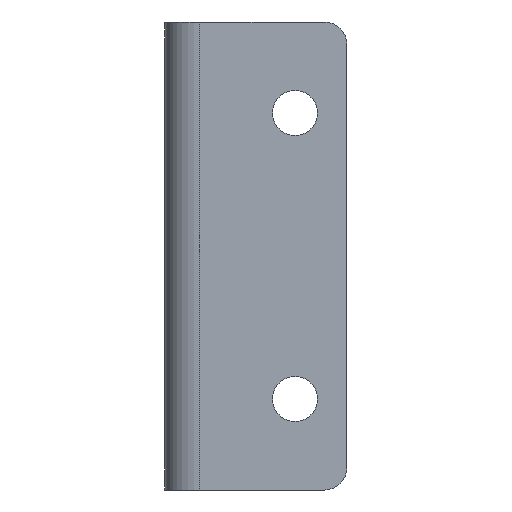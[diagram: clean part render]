
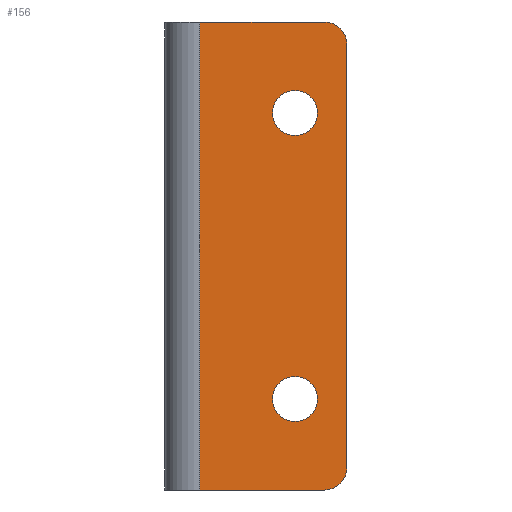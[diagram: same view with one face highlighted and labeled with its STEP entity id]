
A CAD part, front view. The second image highlights one B-rep face of the part: STEP entity #156.
In plain terms, the highlighted planar face has unit normal (0, -1, 0).
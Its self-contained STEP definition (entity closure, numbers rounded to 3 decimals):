
#17 = LINE ( 'NONE', #379, #51 ) ;
#20 = VECTOR ( 'NONE', #247, 1000. ) ;
#30 = LINE ( 'NONE', #393, #31 ) ;
#31 = VECTOR ( 'NONE', #439, 1000. ) ;
#35 = VECTOR ( 'NONE', #437, 1000. ) ;
#39 = LINE ( 'NONE', #432, #20 ) ;
#42 = CIRCLE ( 'NONE', #223, 13. ) ;
#47 = CIRCLE ( 'NONE', #226, 13. ) ;
#50 = CIRCLE ( 'NONE', #234, 13. ) ;
#51 = VECTOR ( 'NONE', #440, 1000. ) ;
#52 = LINE ( 'NONE', #431, #35 ) ;
#54 = CIRCLE ( 'NONE', #237, 13. ) ;
#89 = CARTESIAN_POINT ( 'NONE',  ( 20., 0., 270. ) ) ;
#96 = VERTEX_POINT ( 'NONE', #210 ) ;
#133 = PLANE ( 'NONE',  #748 ) ;
#134 = DIRECTION ( 'NONE',  ( 0., 1., 0. ) ) ;
#136 = CARTESIAN_POINT ( 'NONE',  ( 20., 0., 270. ) ) ;
#147 = VERTEX_POINT ( 'NONE', #189 ) ;
#151 = VERTEX_POINT ( 'NONE', #136 ) ;
#156 = ADVANCED_FACE ( 'NONE', ( #587, #596, #549 ), #133, .F. ) ;
#159 = VERTEX_POINT ( 'NONE', #347 ) ;
#164 = VERTEX_POINT ( 'NONE', #286 ) ;
#180 = VERTEX_POINT ( 'NONE', #338 ) ;
#189 = CARTESIAN_POINT ( 'NONE',  ( 92., 0., 0. ) ) ;
#191 = VERTEX_POINT ( 'NONE', #425 ) ;
#197 = VERTEX_POINT ( 'NONE', #391 ) ;
#202 = VERTEX_POINT ( 'NONE', #275 ) ;
#210 = CARTESIAN_POINT ( 'NONE',  ( 20., 0., 0. ) ) ;
#219 = VERTEX_POINT ( 'NONE', #284 ) ;
#223 = AXIS2_PLACEMENT_3D ( 'NONE', #316, #355, #360 ) ;
#226 = AXIS2_PLACEMENT_3D ( 'NONE', #340, #313, #312 ) ;
#234 = AXIS2_PLACEMENT_3D ( 'NONE', #323, #434, #452 ) ;
#237 = AXIS2_PLACEMENT_3D ( 'NONE', #445, #382, #455 ) ;
#247 = DIRECTION ( 'NONE',  ( 0., 0., -1. ) ) ;
#275 = CARTESIAN_POINT ( 'NONE',  ( 92., 0., 270. ) ) ;
#284 = CARTESIAN_POINT ( 'NONE',  ( 75., 0., 230.5 ) ) ;
#286 = CARTESIAN_POINT ( 'NONE',  ( 75., 0., 39.5 ) ) ;
#296 = DIRECTION ( 'NONE',  ( 0., 0., 1. ) ) ;
#312 = DIRECTION ( 'NONE',  ( 0., 0., 1. ) ) ;
#313 = DIRECTION ( 'NONE',  ( 0., -1., 0. ) ) ;
#316 = CARTESIAN_POINT ( 'NONE',  ( 75., 0., 217.5 ) ) ;
#322 = DIRECTION ( 'NONE',  ( 0., 1., 0. ) ) ;
#323 = CARTESIAN_POINT ( 'NONE',  ( 75., 0., 52.5 ) ) ;
#332 = CARTESIAN_POINT ( 'NONE',  ( 75., 0., 217.5 ) ) ;
#338 = CARTESIAN_POINT ( 'NONE',  ( 105., 0., 13. ) ) ;
#340 = CARTESIAN_POINT ( 'NONE',  ( 92., 0., 13. ) ) ;
#347 = CARTESIAN_POINT ( 'NONE',  ( 75., 0., 65.5 ) ) ;
#348 = DIRECTION ( 'NONE',  ( 0., 0., 1. ) ) ;
#355 = DIRECTION ( 'NONE',  ( 0., 1., 0. ) ) ;
#360 = DIRECTION ( 'NONE',  ( 0., 0., 1. ) ) ;
#379 = CARTESIAN_POINT ( 'NONE',  ( 105., 0., 270. ) ) ;
#382 = DIRECTION ( 'NONE',  ( 0., -1., 0. ) ) ;
#391 = CARTESIAN_POINT ( 'NONE',  ( 75., 0., 204.5 ) ) ;
#393 = CARTESIAN_POINT ( 'NONE',  ( 20., 0., 0. ) ) ;
#408 = DIRECTION ( 'NONE',  ( 0., 0., 1. ) ) ;
#410 = DIRECTION ( 'NONE',  ( 0., 1., 0. ) ) ;
#425 = CARTESIAN_POINT ( 'NONE',  ( 105., 0., 257. ) ) ;
#430 = CARTESIAN_POINT ( 'NONE',  ( 75., 0., 52.5 ) ) ;
#431 = CARTESIAN_POINT ( 'NONE',  ( 20., 0., 270. ) ) ;
#432 = CARTESIAN_POINT ( 'NONE',  ( 20., 0., 270. ) ) ;
#434 = DIRECTION ( 'NONE',  ( 0., 1., 0. ) ) ;
#437 = DIRECTION ( 'NONE',  ( 1., 0., 0. ) ) ;
#439 = DIRECTION ( 'NONE',  ( 1., 0., 0. ) ) ;
#440 = DIRECTION ( 'NONE',  ( 0., 0., -1. ) ) ;
#445 = CARTESIAN_POINT ( 'NONE',  ( 92., 0., 257. ) ) ;
#452 = DIRECTION ( 'NONE',  ( 0., 0., 1. ) ) ;
#455 = DIRECTION ( 'NONE',  ( 0., 0., 1. ) ) ;
#467 = EDGE_LOOP ( 'NONE', ( #557, #579, #573, #624, #545, #562 ) ) ;
#479 = EDGE_LOOP ( 'NONE', ( #597, #608 ) ) ;
#521 = CIRCLE ( 'NONE', #707, 13. ) ;
#524 = CIRCLE ( 'NONE', #740, 13. ) ;
#545 = ORIENTED_EDGE ( 'NONE', *, *, #737, .T. ) ;
#549 = FACE_OUTER_BOUND ( 'NONE', #467, .T. ) ;
#557 = ORIENTED_EDGE ( 'NONE', *, *, #734, .F. ) ;
#562 = ORIENTED_EDGE ( 'NONE', *, *, #705, .T. ) ;
#564 = EDGE_LOOP ( 'NONE', ( #657, #580 ) ) ;
#573 = ORIENTED_EDGE ( 'NONE', *, *, #767, .F. ) ;
#579 = ORIENTED_EDGE ( 'NONE', *, *, #768, .T. ) ;
#580 = ORIENTED_EDGE ( 'NONE', *, *, #711, .T. ) ;
#587 = FACE_BOUND ( 'NONE', #564, .T. ) ;
#596 = FACE_BOUND ( 'NONE', #479, .T. ) ;
#597 = ORIENTED_EDGE ( 'NONE', *, *, #691, .T. ) ;
#608 = ORIENTED_EDGE ( 'NONE', *, *, #765, .T. ) ;
#624 = ORIENTED_EDGE ( 'NONE', *, *, #766, .T. ) ;
#657 = ORIENTED_EDGE ( 'NONE', *, *, #690, .T. ) ;
#690 = EDGE_CURVE ( 'NONE', #219, #197, #521, .T. ) ;
#691 = EDGE_CURVE ( 'NONE', #159, #164, #524, .T. ) ;
#705 = EDGE_CURVE ( 'NONE', #147, #180, #47, .T. ) ;
#707 = AXIS2_PLACEMENT_3D ( 'NONE', #332, #410, #296 ) ;
#711 = EDGE_CURVE ( 'NONE', #197, #219, #42, .T. ) ;
#734 = EDGE_CURVE ( 'NONE', #191, #180, #17, .T. ) ;
#737 = EDGE_CURVE ( 'NONE', #96, #147, #30, .T. ) ;
#740 = AXIS2_PLACEMENT_3D ( 'NONE', #430, #322, #408 ) ;
#748 = AXIS2_PLACEMENT_3D ( 'NONE', #89, #134, #348 ) ;
#765 = EDGE_CURVE ( 'NONE', #164, #159, #50, .T. ) ;
#766 = EDGE_CURVE ( 'NONE', #151, #96, #39, .T. ) ;
#767 = EDGE_CURVE ( 'NONE', #151, #202, #52, .T. ) ;
#768 = EDGE_CURVE ( 'NONE', #191, #202, #54, .T. ) ;
